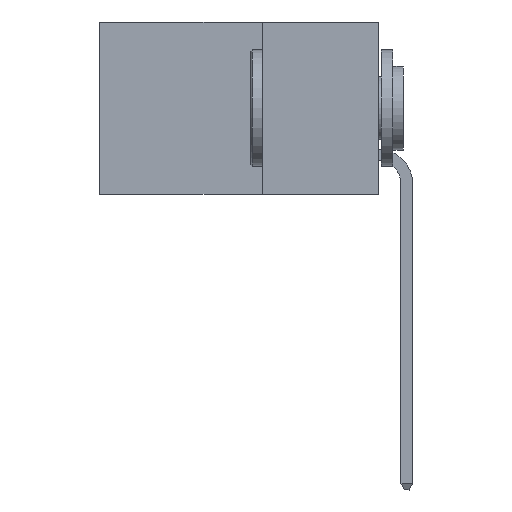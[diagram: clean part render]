
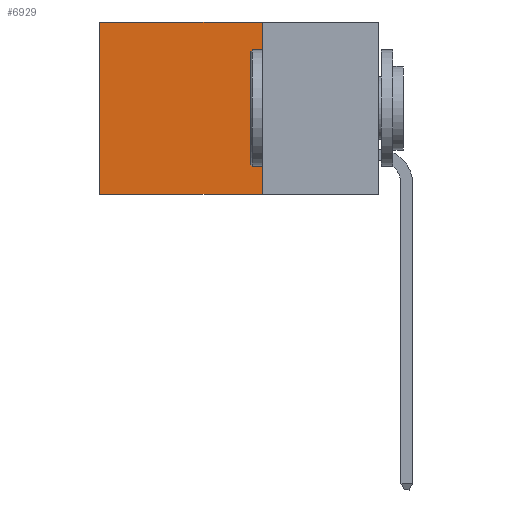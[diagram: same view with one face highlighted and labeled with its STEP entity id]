
A CAD part, left-side view. The second image highlights one B-rep face of the part: STEP entity #6929.
In plain terms, the highlighted planar face has unit normal (-1, 0, 0).
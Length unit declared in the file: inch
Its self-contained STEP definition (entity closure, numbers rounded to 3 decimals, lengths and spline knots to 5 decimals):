
#879 = VERTEX_POINT ( 'NONE', #12062 ) ;
#1398 = DIRECTION ( 'NONE',  ( 0., 0., -1. ) ) ;
#1418 = DIRECTION ( 'NONE',  ( 1., 0., 0. ) ) ;
#1432 = CARTESIAN_POINT ( 'NONE',  ( 0.298, 0.25, 0. ) ) ;
#2175 = EDGE_LOOP ( 'NONE', ( #6273, #4835, #10861, #11213 ) ) ;
#3468 = VECTOR ( 'NONE', #8319, 39.37008 ) ;
#3560 = CARTESIAN_POINT ( 'NONE',  ( 0.298, 0.25, 0. ) ) ;
#3718 = EDGE_CURVE ( 'NONE', #5880, #8506, #6164, .T. ) ;
#3745 = CARTESIAN_POINT ( 'NONE',  ( 0.298, 0.6, -0.37 ) ) ;
#4221 = DIRECTION ( 'NONE',  ( 0., 1., 0. ) ) ;
#4645 = DIRECTION ( 'NONE',  ( 0., 0., -1. ) ) ;
#4835 = ORIENTED_EDGE ( 'NONE', *, *, #7182, .F. ) ;
#5880 = VERTEX_POINT ( 'NONE', #1432 ) ;
#6039 = CARTESIAN_POINT ( 'NONE',  ( 0.298, 0.6, 0. ) ) ;
#6164 = LINE ( 'NONE', #8828, #7757 ) ;
#6273 = ORIENTED_EDGE ( 'NONE', *, *, #9968, .T. ) ;
#6522 = LINE ( 'NONE', #12588, #9296 ) ;
#6929 = ADVANCED_FACE ( 'NONE', ( #8624 ), #12493, .F. ) ;
#7182 = EDGE_CURVE ( 'NONE', #879, #12283, #6522, .T. ) ;
#7186 = EDGE_CURVE ( 'NONE', #5880, #879, #9949, .T. ) ;
#7757 = VECTOR ( 'NONE', #12997, 39.37008 ) ;
#7868 = LINE ( 'NONE', #9552, #3468 ) ;
#8143 = VECTOR ( 'NONE', #1398, 39.37008 ) ;
#8319 = DIRECTION ( 'NONE',  ( 0., 0., -1. ) ) ;
#8506 = VERTEX_POINT ( 'NONE', #6039 ) ;
#8624 = FACE_OUTER_BOUND ( 'NONE', #2175, .T. ) ;
#8828 = CARTESIAN_POINT ( 'NONE',  ( 0.298, 0.25, 0. ) ) ;
#9296 = VECTOR ( 'NONE', #4221, 39.37008 ) ;
#9552 = CARTESIAN_POINT ( 'NONE',  ( 0.298, 0.6, 0. ) ) ;
#9949 = LINE ( 'NONE', #10296, #8143 ) ;
#9968 = EDGE_CURVE ( 'NONE', #8506, #12283, #7868, .T. ) ;
#10296 = CARTESIAN_POINT ( 'NONE',  ( 0.298, 0.25, 0. ) ) ;
#10861 = ORIENTED_EDGE ( 'NONE', *, *, #7186, .F. ) ;
#11213 = ORIENTED_EDGE ( 'NONE', *, *, #3718, .T. ) ;
#12062 = CARTESIAN_POINT ( 'NONE',  ( 0.298, 0.25, -0.37 ) ) ;
#12283 = VERTEX_POINT ( 'NONE', #3745 ) ;
#12493 = PLANE ( 'NONE',  #13522 ) ;
#12588 = CARTESIAN_POINT ( 'NONE',  ( 0.298, 0.25, -0.37 ) ) ;
#12997 = DIRECTION ( 'NONE',  ( 0., 1., 0. ) ) ;
#13522 = AXIS2_PLACEMENT_3D ( 'NONE', #3560, #1418, #4645 ) ;
